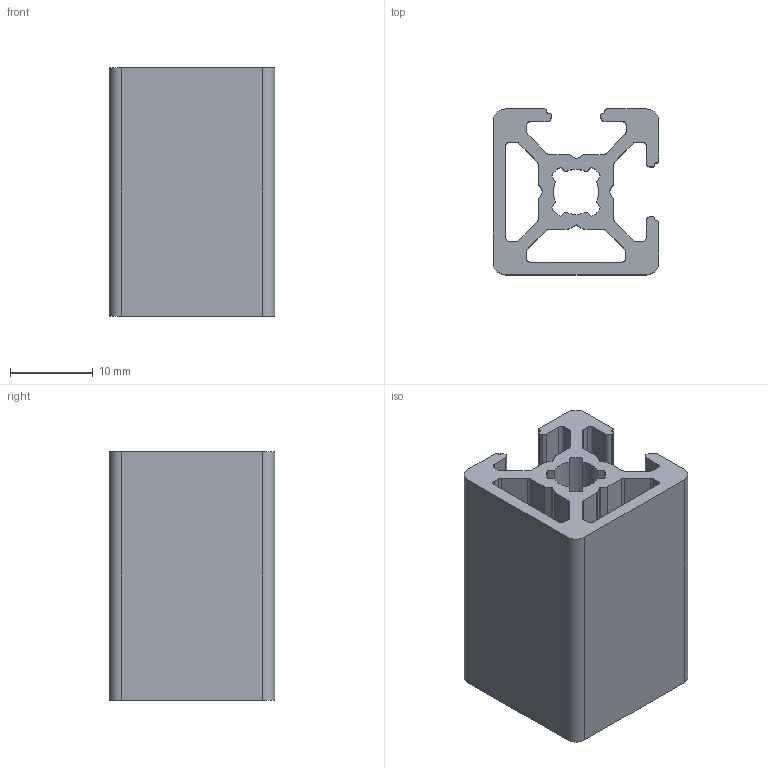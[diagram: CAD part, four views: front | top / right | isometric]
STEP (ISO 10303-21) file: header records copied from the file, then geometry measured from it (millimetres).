
FILE_DESCRIPTION((''),'2;1');
FILE_NAME('20x20-2SA.ipt.stp','2011-06-05T17:27:40',(''),(''),'Autodesk Inventor 2011','Autodesk Inventor 2011','');
FILE_SCHEMA(('AUTOMOTIVE_DESIGN { 1 0 10303 214 1 1 1 1 }'));
Length unit declared in the file: millimetre
Products named in the file (1): 20x20-2SA
Bounding box: 20 x 20 x 30 mm (x, y, z)
Volume: 5482.1 mm3; surface area: 6242.2 mm2
Topology: 1 solids, 1 shells, 130 faces, 384 edges, 256 vertices
Faces by surface type: plane 66, cylinder 64
Entity records: 4414 total; most frequent: DIRECTION 774, CARTESIAN_POINT 771, ORIENTED_EDGE 768, EDGE_CURVE 384, AXIS2_PLACEMENT_3D 259, VERTEX_POINT 256, VECTOR 256, LINE 256
